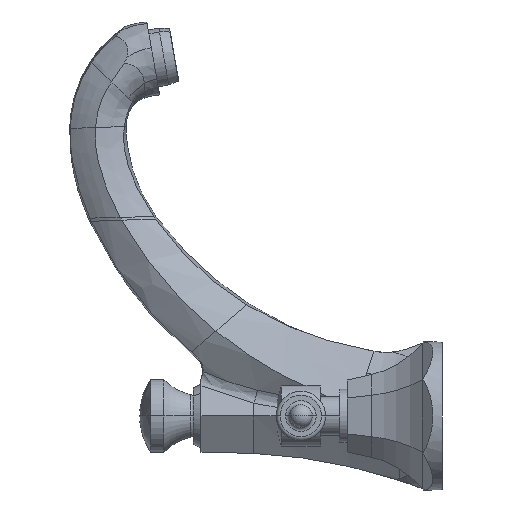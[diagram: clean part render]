
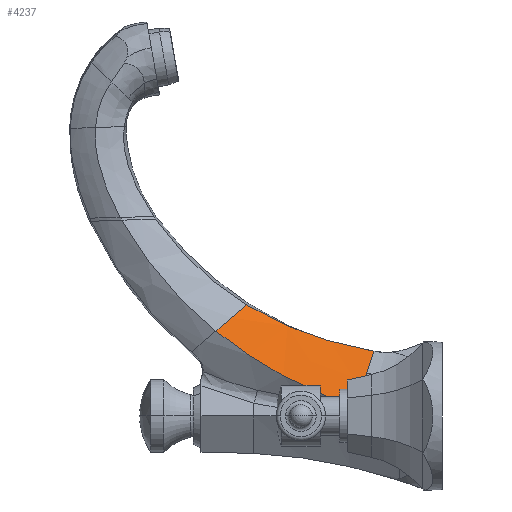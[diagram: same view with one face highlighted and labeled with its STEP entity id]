
A CAD part, left-side view. The second image highlights one B-rep face of the part: STEP entity #4237.
In plain terms, the highlighted free-form (B-spline) face has degree [3, 3] with [6, 5] control points.
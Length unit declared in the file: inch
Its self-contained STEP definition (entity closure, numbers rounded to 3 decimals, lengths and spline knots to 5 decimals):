
#452=CARTESIAN_POINT('',(-0.41759,3.13705,1.78065));
#453=CARTESIAN_POINT('',(-0.47417,3.21564,1.71419));
#454=CARTESIAN_POINT('',(-0.57629,3.37745,1.57735));
#455=CARTESIAN_POINT('',(-0.65526,3.54664,1.43427));
#456=CARTESIAN_POINT('',(-0.68871,3.63261,1.36157));
#1033=CARTESIAN_POINT('',(-0.98119,1.41842,
0.11055));
#1034=CARTESIAN_POINT('',(-0.97776,1.43475,
0.11977));
#1035=CARTESIAN_POINT('',(-0.97087,1.47012,
0.13864));
#1036=CARTESIAN_POINT('',(-0.9607,1.53125,
0.16772));
#1037=CARTESIAN_POINT('',(-0.95405,1.57839,
0.18776));
#1038=CARTESIAN_POINT('',(-0.95081,1.60357,
0.19786));
#1040=CARTESIAN_POINT('',(-0.95081,1.60357,
0.19786));
#1041=CARTESIAN_POINT('',(-0.92209,1.82707,
0.28748));
#1042=CARTESIAN_POINT('',(-0.82856,2.54757,
0.60847));
#1043=CARTESIAN_POINT('',(-0.74103,3.21626,
1.02641));
#1044=CARTESIAN_POINT('',(-0.68871,3.63261,
1.36157));
#1046=CARTESIAN_POINT('',(-0.56703,1.09953,
1.0394));
#1047=CARTESIAN_POINT('',(-0.56956,1.10135,
1.03395));
#1048=CARTESIAN_POINT('',(-0.58743,1.11413,
0.99549));
#1049=CARTESIAN_POINT('',(-0.62195,1.13859,
0.92045));
#1050=CARTESIAN_POINT('',(-0.67171,1.17404,
0.81057));
#1051=CARTESIAN_POINT('',(-0.70616,1.19921,
0.73343));
#1052=CARTESIAN_POINT('',(-0.72406,1.21255,
0.6931));
#1054=CARTESIAN_POINT('',(-0.98119,1.41842,
0.11055));
#1055=CARTESIAN_POINT('',(-0.96381,1.40429,
0.14926));
#1056=CARTESIAN_POINT('',(-0.92725,1.37405,
0.23139));
#1057=CARTESIAN_POINT('',(-0.86741,1.32455,
0.3674));
#1058=CARTESIAN_POINT('',(-0.80064,1.27086,
0.51975));
#1059=CARTESIAN_POINT('',(-0.75057,1.23204,
0.63338));
#1060=CARTESIAN_POINT('',(-0.72406,1.21255,
0.6931));
#1062=CARTESIAN_POINT('',(-0.56703,1.09953,
1.0394));
#1087=CARTESIAN_POINT('',(-0.56703,1.09953,
1.0394));
#1088=CARTESIAN_POINT('',(-0.56414,1.18835,
1.05488));
#1089=CARTESIAN_POINT('',(-0.55236,1.48346,
1.1122));
#1090=CARTESIAN_POINT('',(-0.50942,2.17918,
1.29618));
#1091=CARTESIAN_POINT('',(-0.45315,2.76376,
1.55321));
#1092=CARTESIAN_POINT('',(-0.41759,3.13705,
1.78065));
#2195=VERTEX_POINT('',#1062);
#2196=VERTEX_POINT('',#1092);
#2198=VERTEX_POINT('',#1052);
#2200=VERTEX_POINT('',#1054);
#2201=VERTEX_POINT('',#1038);
#2202=VERTEX_POINT('',#1044);
#4194=CARTESIAN_POINT('',(-0.69179,3.64057,
1.35484));
#4195=CARTESIAN_POINT('',(-0.6577,3.55187,
1.42986));
#4196=CARTESIAN_POINT('',(-0.57786,3.37995,
1.57524));
#4197=CARTESIAN_POINT('',(-0.47417,3.21564,
1.71419));
#4198=CARTESIAN_POINT('',(-0.41759,3.13705,
1.78065));
#4199=CARTESIAN_POINT('',(-0.74459,3.22362,
1.01809));
#4200=CARTESIAN_POINT('',(-0.70503,3.14164,
1.11071));
#4201=CARTESIAN_POINT('',(-0.61801,2.98482,
1.29505));
#4202=CARTESIAN_POINT('',(-0.51128,2.83561,
1.47114));
#4203=CARTESIAN_POINT('',(-0.45315,2.76376,
1.55321));
#4204=CARTESIAN_POINT('',(-0.83675,2.52555,
0.58048));
#4205=CARTESIAN_POINT('',(-0.78581,2.46323,
0.6998));
#4206=CARTESIAN_POINT('',(-0.68288,2.34962,
0.94799));
#4207=CARTESIAN_POINT('',(-0.56977,2.23749,
1.18778));
#4208=CARTESIAN_POINT('',(-0.50942,2.17917,
1.29618));
#4209=CARTESIAN_POINT('',(-0.94971,1.66317,
0.20048));
#4210=CARTESIAN_POINT('',(-0.88312,1.63139,
0.35224));
#4211=CARTESIAN_POINT('',(-0.75269,1.57619,
0.66385));
#4212=CARTESIAN_POINT('',(-0.62003,1.51726,
0.96974));
#4213=CARTESIAN_POINT('',(-0.55236,1.48346,
1.1122));
#4214=CARTESIAN_POINT('',(-0.99694,1.29627,
0.0644));
#4215=CARTESIAN_POINT('',(-0.92371,1.27751,
0.23012));
#4216=CARTESIAN_POINT('',(-0.78037,1.24537,
0.56553));
#4217=CARTESIAN_POINT('',(-0.63641,1.20962,
0.89721));
#4218=CARTESIAN_POINT('',(-0.56414,1.18835,
1.05488));
#4219=CARTESIAN_POINT('',(-1.01104,1.18593,
0.0256));
#4220=CARTESIAN_POINT('',(-0.93582,1.171,
0.19553));
#4221=CARTESIAN_POINT('',(-0.78848,1.14556,
0.53784));
#4222=CARTESIAN_POINT('',(-0.64083,1.11683,
0.87707));
#4223=CARTESIAN_POINT('',(-0.56703,1.09954,
1.0394));
#4224=B_SPLINE_SURFACE_WITH_KNOTS('',3,3,((#4194,#4195,#4196,#4197,#4198),
(#4199,#4200,#4201,#4202,#4203),(#4204,#4205,#4206,#4207,#4208),(#4209,#4210,
#4211,#4212,#4213),(#4214,#4215,#4216,#4217,#4218),(#4219,#4220,#4221,#4222,
#4223)),.UNSPECIFIED.,.F.,.F.,.F.,(4,1,1,4),(4,1,4),(0.59804,
0.79902,0.89951,0.94245),(0.31117,
0.4001,0.48637),.UNSPECIFIED.);
#4226=ORIENTED_EDGE('',*,*,#4225,.F.);
#4228=ORIENTED_EDGE('',*,*,#4227,.T.);
#4229=ORIENTED_EDGE('',*,*,#4133,.T.);
#4230=ORIENTED_EDGE('',*,*,#3429,.F.);
#4232=ORIENTED_EDGE('',*,*,#4231,.F.);
#4234=ORIENTED_EDGE('',*,*,#4233,.T.);
#4235=EDGE_LOOP('',(#4226,#4228,#4229,#4230,#4232,#4234));
#4236=FACE_OUTER_BOUND('',#4235,.F.);
#4237=ADVANCED_FACE('',(#4236),#4224,.T.);
#457=B_SPLINE_CURVE_WITH_KNOTS('',3,(#452,#453,#454,#455,#456),.UNSPECIFIED.,
.F.,.F.,(4,1,4),(0.,0.5,1.),.UNSPECIFIED.);
#1039=B_SPLINE_CURVE_WITH_KNOTS('',3,(#1033,#1034,#1035,#1036,#1037,#1038),
.UNSPECIFIED.,.F.,.F.,(4,1,1,4),(0.,0.33333,0.66667,1.),
.UNSPECIFIED.);
#1045=B_SPLINE_CURVE_WITH_KNOTS('',3,(#1040,#1041,#1042,#1043,#1044),
.UNSPECIFIED.,.F.,.F.,(4,1,4),(0.,0.30581,1.),.UNSPECIFIED.);
#1053=B_SPLINE_CURVE_WITH_KNOTS('',3,(#1046,#1047,#1048,#1049,#1050,#1051,
#1052),.UNSPECIFIED.,.F.,.F.,(4,1,1,1,4),(0.,0.04773,
0.33697,0.65504,1.),.UNSPECIFIED.);
#1061=B_SPLINE_CURVE_WITH_KNOTS('',3,(#1054,#1055,#1056,#1057,#1058,#1059,
#1060),.UNSPECIFIED.,.F.,.F.,(4,1,1,1,4),(0.,0.25,0.5,0.75,1.),
.UNSPECIFIED.);
#1093=B_SPLINE_CURVE_WITH_KNOTS('',3,(#1087,#1088,#1089,#1090,#1091,#1092),
.UNSPECIFIED.,.F.,.F.,(4,1,1,4),(0.,0.12467,0.41645,1.),
.UNSPECIFIED.);
#3429=EDGE_CURVE('',#2196,#2202,#457,.T.);
#4133=EDGE_CURVE('',#2201,#2202,#1045,.T.);
#4225=EDGE_CURVE('',#2200,#2198,#1061,.T.);
#4227=EDGE_CURVE('',#2200,#2201,#1039,.T.);
#4231=EDGE_CURVE('',#2195,#2196,#1093,.T.);
#4233=EDGE_CURVE('',#2195,#2198,#1053,.T.);
